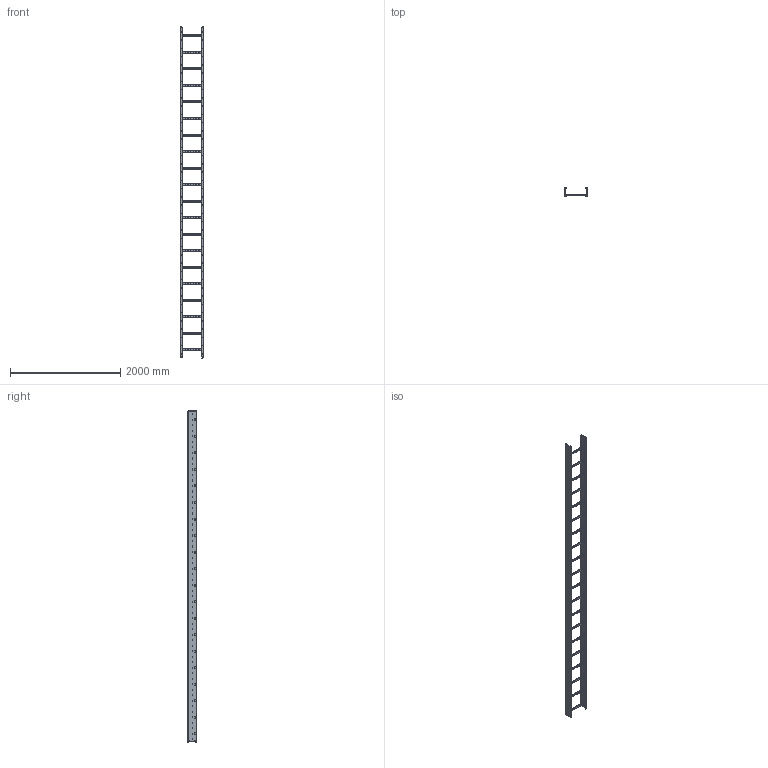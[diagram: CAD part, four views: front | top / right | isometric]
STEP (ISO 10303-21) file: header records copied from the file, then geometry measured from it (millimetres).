
FILE_DESCRIPTION (( 'STEP AP203' ), '1' );
FILE_NAME ('Ëîòîê ëåñòíè÷íûé l6000 s1.2_150x400.step', '2022-01-25T12:13:17', ( '' ), ( '' ), 'SwSTEP 2.0', 'SolidWorks 2017', '' );
FILE_SCHEMA (( 'CONFIG_CONTROL_DESIGN' ));
Length unit declared in the file: millimetre
Products named in the file (4): Ëîíæåðîí ëîòêà ëåñòíè÷íîãî 1,5_h150 L6000; Ñ-ïëàíêà ïîïåðå÷íàÿ íîâàÿ_400; Çåðêàëüíî îòðàçèòüËîíæåðîí ëîòêà ëåñòíè÷íîãî 1,5_h150 L6000; Ëîòîê ëåñòíè÷íûé l6000 s1.2_150x400
Assembly tree (22 placements, depth 2):
  Ëîòîê ëåñòíè÷íûé l6000 s1.2_150x400
    Ëîíæåðîí ëîòêà ëåñòíè÷íîãî 1,5_h150 L6000
    Ñ-ïëàíêà ïîïåðå÷íàÿ íîâàÿ_400  x20
    Çåðêàëüíî îòðàçèòüËîíæåðîí ëîòêà ëåñòíè÷íîãî 1,5_h150 L6000
Bounding box: 402.4 x 151.2 x 6030 mm (x, y, z)
Volume: 4581890.8 mm3; surface area: 6200880.4 mm2
Topology: 22 solids, 22 shells, 2328 faces, 6166 edges, 3882 vertices
Faces by surface type: plane 1304, cylinder 1024
Entity records: 35126 total; most frequent: DIRECTION 6064, CARTESIAN_POINT 5845, ORIENTED_EDGE 5796, EDGE_CURVE 2898, AXIS2_PLACEMENT_3D 2149, VERTEX_POINT 1906, LINE 1766, VECTOR 1766
